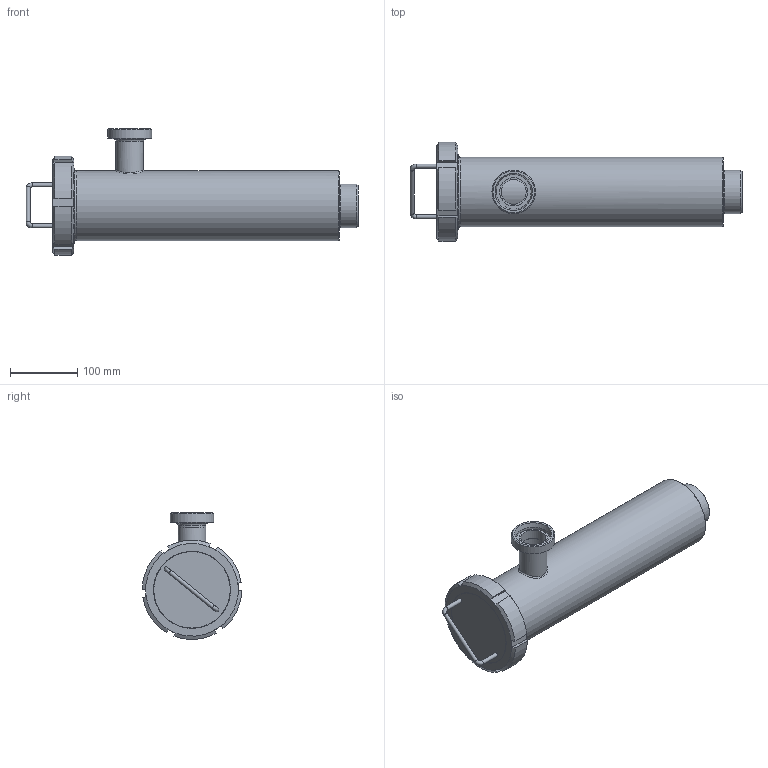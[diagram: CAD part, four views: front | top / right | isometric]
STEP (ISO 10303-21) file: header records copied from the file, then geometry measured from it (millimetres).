
FILE_DESCRIPTION((''),'2;1');
FILE_NAME('60100040X300.stp','2010-10-29T10:34:23',('Creator'),(''),'Autodesk Inventor 2010','Autodesk Inventor 2010','');
FILE_SCHEMA(('AUTOMOTIVE_DESIGN { 1 0 10303 214 1 1 1 1 }'));
Length unit declared in the file: millimetre
Products named in the file (1): 60100040X300
Bounding box: 494.5 x 147.99 x 188.83 mm (x, y, z)
Volume: 878132.4 mm3; surface area: 547213.2 mm2
Topology: 1 solids, 2 shells, 112 faces, 227 edges, 141 vertices
Faces by surface type: plane 44, cylinder 34, cone 27, bspline 5, torus 2
Full cylindrical faces by diameter (mm): 6 x3, 37 x1, 38 x2, 41 x1, 42 x2, 51.8 x2, 58 x1, 64 x1, 65 x2, 66 x1, 67.5 x1, 68 x1, 72 x2, 73 x1, 100 x1, 104 x2, 113.8 x1, 114 x1, 115 x1, 130.4 x1
Entity records: 4313 total; most frequent: CARTESIAN_POINT 2223, DIRECTION 436, ORIENTED_EDGE 348, AXIS2_PLACEMENT_3D 206, EDGE_LOOP 188, EDGE_CURVE 174, VERTEX_POINT 136, FACE_OUTER_BOUND 112
